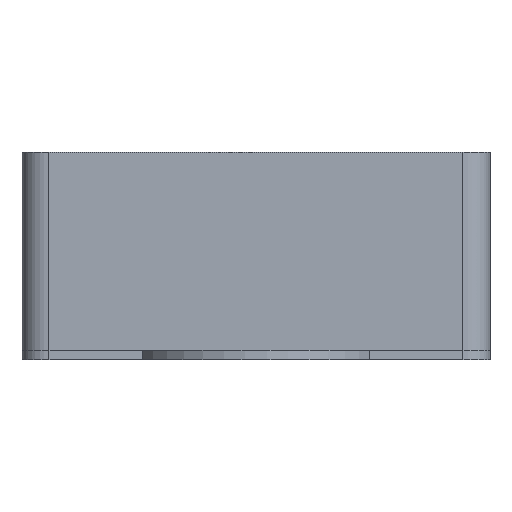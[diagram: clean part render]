
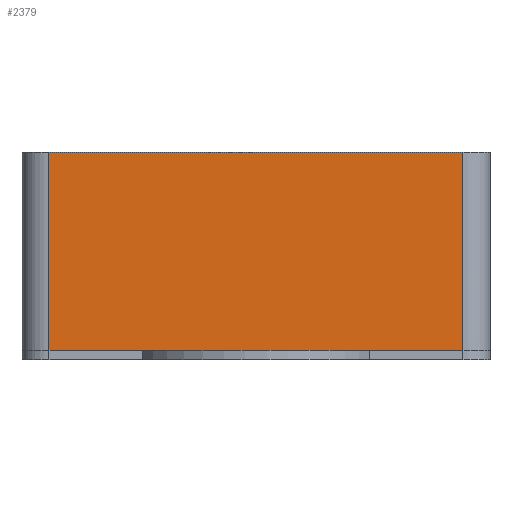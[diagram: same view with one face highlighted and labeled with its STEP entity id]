
A CAD part, left-side view. The second image highlights one B-rep face of the part: STEP entity #2379.
In plain terms, the highlighted planar face has unit normal (-1, 0, 0).
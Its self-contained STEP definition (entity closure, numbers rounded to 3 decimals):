
#621 = PLANE('',#622);
#622 = AXIS2_PLACEMENT_3D('',#623,#624,#625);
#623 = CARTESIAN_POINT('',(-26.,-23.,0.));
#624 = DIRECTION('',(-1.,0.,0.));
#625 = DIRECTION('',(0.,1.,0.));
#968 = PLANE('',#969);
#969 = AXIS2_PLACEMENT_3D('',#970,#971,#972);
#970 = CARTESIAN_POINT('',(0.,0.,23.));
#971 = DIRECTION('',(0.,0.,1.));
#972 = DIRECTION('',(1.,0.,0.));
#1138 = PLANE('',#1139);
#1139 = AXIS2_PLACEMENT_3D('',#1140,#1141,#1142);
#1140 = CARTESIAN_POINT('',(-26.,-23.,0.));
#1141 = DIRECTION('',(-1.,0.,0.));
#1142 = DIRECTION('',(0.,1.,0.));
#1370 = VERTEX_POINT('',#1371);
#1371 = CARTESIAN_POINT('',(-26.,-23.,1.));
#1392 = EDGE_CURVE('',#1370,#1393,#1395,.T.);
#1393 = VERTEX_POINT('',#1394);
#1394 = CARTESIAN_POINT('',(-26.,-12.649,1.));
#1395 = SURFACE_CURVE('',#1396,(#1400,#1407),.PCURVE_S1.);
#1396 = LINE('',#1397,#1398);
#1397 = CARTESIAN_POINT('',(-26.,-26.,1.));
#1398 = VECTOR('',#1399,1.);
#1399 = DIRECTION('',(0.,1.,0.));
#1400 = PCURVE('',#621,#1401);
#1401 = DEFINITIONAL_REPRESENTATION('',(#1402),#1406);
#1402 = LINE('',#1403,#1404);
#1403 = CARTESIAN_POINT('',(-3.,-1.));
#1404 = VECTOR('',#1405,1.);
#1405 = DIRECTION('',(1.,0.));
#1406 = ( GEOMETRIC_REPRESENTATION_CONTEXT(2) 
PARAMETRIC_REPRESENTATION_CONTEXT() REPRESENTATION_CONTEXT('2D SPACE',''
  ) );
#1407 = PCURVE('',#1408,#1413);
#1408 = PLANE('',#1409);
#1409 = AXIS2_PLACEMENT_3D('',#1410,#1411,#1412);
#1410 = CARTESIAN_POINT('',(-26.,-23.,0.));
#1411 = DIRECTION('',(-1.,0.,0.));
#1412 = DIRECTION('',(0.,1.,0.));
#1413 = DEFINITIONAL_REPRESENTATION('',(#1414),#1418);
#1414 = LINE('',#1415,#1416);
#1415 = CARTESIAN_POINT('',(-3.,-1.));
#1416 = VECTOR('',#1417,1.);
#1417 = DIRECTION('',(1.,0.));
#1418 = ( GEOMETRIC_REPRESENTATION_CONTEXT(2) 
PARAMETRIC_REPRESENTATION_CONTEXT() REPRESENTATION_CONTEXT('2D SPACE',''
  ) );
#1635 = CYLINDRICAL_SURFACE('',#1636,3.);
#1636 = AXIS2_PLACEMENT_3D('',#1637,#1638,#1639);
#1637 = CARTESIAN_POINT('',(-23.,-23.,0.));
#1638 = DIRECTION('',(-0.,-0.,-1.));
#1639 = DIRECTION('',(1.,0.,0.));
#1701 = EDGE_CURVE('',#1702,#1704,#1706,.T.);
#1702 = VERTEX_POINT('',#1703);
#1703 = CARTESIAN_POINT('',(-26.,-23.,23.));
#1704 = VERTEX_POINT('',#1705);
#1705 = CARTESIAN_POINT('',(-26.,23.,23.));
#1706 = SURFACE_CURVE('',#1707,(#1711,#1718),.PCURVE_S1.);
#1707 = LINE('',#1708,#1709);
#1708 = CARTESIAN_POINT('',(-26.,-23.,23.));
#1709 = VECTOR('',#1710,1.);
#1710 = DIRECTION('',(0.,1.,0.));
#1711 = PCURVE('',#968,#1712);
#1712 = DEFINITIONAL_REPRESENTATION('',(#1713),#1717);
#1713 = LINE('',#1714,#1715);
#1714 = CARTESIAN_POINT('',(-26.,-23.));
#1715 = VECTOR('',#1716,1.);
#1716 = DIRECTION('',(0.,1.));
#1717 = ( GEOMETRIC_REPRESENTATION_CONTEXT(2) 
PARAMETRIC_REPRESENTATION_CONTEXT() REPRESENTATION_CONTEXT('2D SPACE',''
  ) );
#1718 = PCURVE('',#1408,#1719);
#1719 = DEFINITIONAL_REPRESENTATION('',(#1720),#1724);
#1720 = LINE('',#1721,#1722);
#1721 = CARTESIAN_POINT('',(0.,-23.));
#1722 = VECTOR('',#1723,1.);
#1723 = DIRECTION('',(1.,0.));
#1724 = ( GEOMETRIC_REPRESENTATION_CONTEXT(2) 
PARAMETRIC_REPRESENTATION_CONTEXT() REPRESENTATION_CONTEXT('2D SPACE',''
  ) );
#1840 = CYLINDRICAL_SURFACE('',#1841,3.);
#1841 = AXIS2_PLACEMENT_3D('',#1842,#1843,#1844);
#1842 = CARTESIAN_POINT('',(-23.,23.,0.));
#1843 = DIRECTION('',(-0.,-0.,-1.));
#1844 = DIRECTION('',(1.,0.,0.));
#2185 = VERTEX_POINT('',#2186);
#2186 = CARTESIAN_POINT('',(-26.,12.649,1.));
#2205 = EDGE_CURVE('',#2185,#2206,#2208,.T.);
#2206 = VERTEX_POINT('',#2207);
#2207 = CARTESIAN_POINT('',(-26.,23.,1.));
#2208 = SURFACE_CURVE('',#2209,(#2213,#2220),.PCURVE_S1.);
#2209 = LINE('',#2210,#2211);
#2210 = CARTESIAN_POINT('',(-26.,-26.,1.));
#2211 = VECTOR('',#2212,1.);
#2212 = DIRECTION('',(0.,1.,0.));
#2213 = PCURVE('',#1138,#2214);
#2214 = DEFINITIONAL_REPRESENTATION('',(#2215),#2219);
#2215 = LINE('',#2216,#2217);
#2216 = CARTESIAN_POINT('',(-3.,-1.));
#2217 = VECTOR('',#2218,1.);
#2218 = DIRECTION('',(1.,0.));
#2219 = ( GEOMETRIC_REPRESENTATION_CONTEXT(2) 
PARAMETRIC_REPRESENTATION_CONTEXT() REPRESENTATION_CONTEXT('2D SPACE',''
  ) );
#2220 = PCURVE('',#1408,#2221);
#2221 = DEFINITIONAL_REPRESENTATION('',(#2222),#2226);
#2222 = LINE('',#2223,#2224);
#2223 = CARTESIAN_POINT('',(-3.,-1.));
#2224 = VECTOR('',#2225,1.);
#2225 = DIRECTION('',(1.,0.));
#2226 = ( GEOMETRIC_REPRESENTATION_CONTEXT(2) 
PARAMETRIC_REPRESENTATION_CONTEXT() REPRESENTATION_CONTEXT('2D SPACE',''
  ) );
#2344 = PLANE('',#2345);
#2345 = AXIS2_PLACEMENT_3D('',#2346,#2347,#2348);
#2346 = CARTESIAN_POINT('',(-20.,0.,1.));
#2347 = DIRECTION('',(0.,0.,1.));
#2348 = DIRECTION('',(1.,0.,0.));
#2379 = ADVANCED_FACE('',(#2380),#1408,.T.);
#2380 = FACE_BOUND('',#2381,.T.);
#2381 = EDGE_LOOP('',(#2382,#2383,#2404,#2405,#2426,#2427));
#2382 = ORIENTED_EDGE('',*,*,#1392,.F.);
#2383 = ORIENTED_EDGE('',*,*,#2384,.T.);
#2384 = EDGE_CURVE('',#1370,#1702,#2385,.T.);
#2385 = SURFACE_CURVE('',#2386,(#2390,#2397),.PCURVE_S1.);
#2386 = LINE('',#2387,#2388);
#2387 = CARTESIAN_POINT('',(-26.,-23.,0.));
#2388 = VECTOR('',#2389,1.);
#2389 = DIRECTION('',(0.,0.,1.));
#2390 = PCURVE('',#1408,#2391);
#2391 = DEFINITIONAL_REPRESENTATION('',(#2392),#2396);
#2392 = LINE('',#2393,#2394);
#2393 = CARTESIAN_POINT('',(0.,0.));
#2394 = VECTOR('',#2395,1.);
#2395 = DIRECTION('',(0.,-1.));
#2396 = ( GEOMETRIC_REPRESENTATION_CONTEXT(2) 
PARAMETRIC_REPRESENTATION_CONTEXT() REPRESENTATION_CONTEXT('2D SPACE',''
  ) );
#2397 = PCURVE('',#1635,#2398);
#2398 = DEFINITIONAL_REPRESENTATION('',(#2399),#2403);
#2399 = LINE('',#2400,#2401);
#2400 = CARTESIAN_POINT('',(-3.142,0.));
#2401 = VECTOR('',#2402,1.);
#2402 = DIRECTION('',(-0.,-1.));
#2403 = ( GEOMETRIC_REPRESENTATION_CONTEXT(2) 
PARAMETRIC_REPRESENTATION_CONTEXT() REPRESENTATION_CONTEXT('2D SPACE',''
  ) );
#2404 = ORIENTED_EDGE('',*,*,#1701,.T.);
#2405 = ORIENTED_EDGE('',*,*,#2406,.F.);
#2406 = EDGE_CURVE('',#2206,#1704,#2407,.T.);
#2407 = SURFACE_CURVE('',#2408,(#2412,#2419),.PCURVE_S1.);
#2408 = LINE('',#2409,#2410);
#2409 = CARTESIAN_POINT('',(-26.,23.,0.));
#2410 = VECTOR('',#2411,1.);
#2411 = DIRECTION('',(0.,0.,1.));
#2412 = PCURVE('',#1408,#2413);
#2413 = DEFINITIONAL_REPRESENTATION('',(#2414),#2418);
#2414 = LINE('',#2415,#2416);
#2415 = CARTESIAN_POINT('',(46.,0.));
#2416 = VECTOR('',#2417,1.);
#2417 = DIRECTION('',(0.,-1.));
#2418 = ( GEOMETRIC_REPRESENTATION_CONTEXT(2) 
PARAMETRIC_REPRESENTATION_CONTEXT() REPRESENTATION_CONTEXT('2D SPACE',''
  ) );
#2419 = PCURVE('',#1840,#2420);
#2420 = DEFINITIONAL_REPRESENTATION('',(#2421),#2425);
#2421 = LINE('',#2422,#2423);
#2422 = CARTESIAN_POINT('',(-3.142,0.));
#2423 = VECTOR('',#2424,1.);
#2424 = DIRECTION('',(-0.,-1.));
#2425 = ( GEOMETRIC_REPRESENTATION_CONTEXT(2) 
PARAMETRIC_REPRESENTATION_CONTEXT() REPRESENTATION_CONTEXT('2D SPACE',''
  ) );
#2426 = ORIENTED_EDGE('',*,*,#2205,.F.);
#2427 = ORIENTED_EDGE('',*,*,#2428,.F.);
#2428 = EDGE_CURVE('',#1393,#2185,#2429,.T.);
#2429 = SURFACE_CURVE('',#2430,(#2434,#2441),.PCURVE_S1.);
#2430 = LINE('',#2431,#2432);
#2431 = CARTESIAN_POINT('',(-26.,-26.,1.));
#2432 = VECTOR('',#2433,1.);
#2433 = DIRECTION('',(0.,1.,0.));
#2434 = PCURVE('',#1408,#2435);
#2435 = DEFINITIONAL_REPRESENTATION('',(#2436),#2440);
#2436 = LINE('',#2437,#2438);
#2437 = CARTESIAN_POINT('',(-3.,-1.));
#2438 = VECTOR('',#2439,1.);
#2439 = DIRECTION('',(1.,0.));
#2440 = ( GEOMETRIC_REPRESENTATION_CONTEXT(2) 
PARAMETRIC_REPRESENTATION_CONTEXT() REPRESENTATION_CONTEXT('2D SPACE',''
  ) );
#2441 = PCURVE('',#2344,#2442);
#2442 = DEFINITIONAL_REPRESENTATION('',(#2443),#2447);
#2443 = LINE('',#2444,#2445);
#2444 = CARTESIAN_POINT('',(-6.,-26.));
#2445 = VECTOR('',#2446,1.);
#2446 = DIRECTION('',(0.,1.));
#2447 = ( GEOMETRIC_REPRESENTATION_CONTEXT(2) 
PARAMETRIC_REPRESENTATION_CONTEXT() REPRESENTATION_CONTEXT('2D SPACE',''
  ) );
